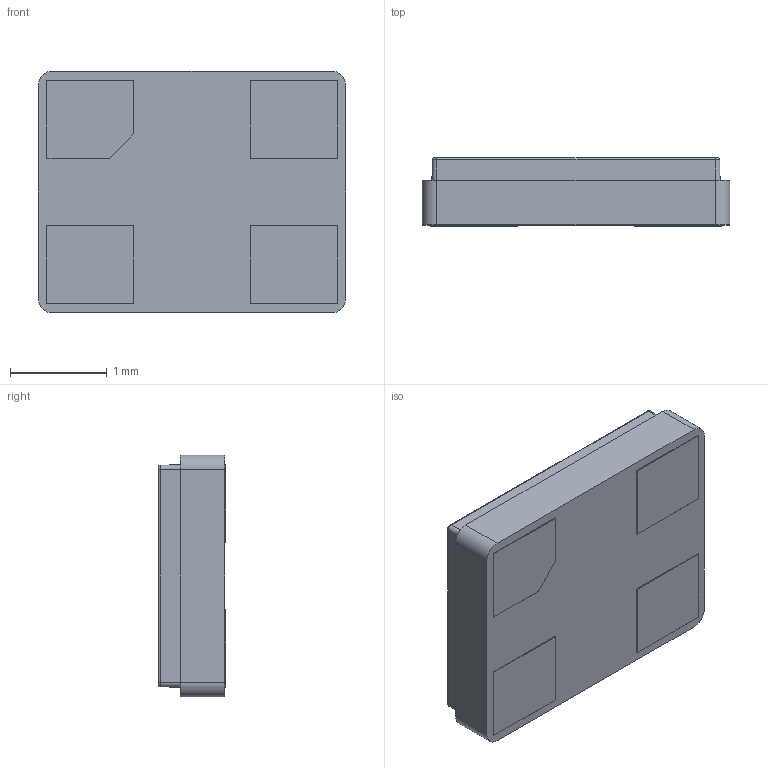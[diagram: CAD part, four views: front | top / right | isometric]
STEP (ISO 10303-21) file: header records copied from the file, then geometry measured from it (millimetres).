
FILE_DESCRIPTION (( 'STEP AP214' ), '1' );
FILE_NAME ('EF9355C9-0048-4DE4-80E5-5DF5A39D2F72.STEP', '2024-01-29T04:13:25', ( '' ), ( '' ), 'SwSTEP 2.0', 'SolidWorks 2022', '' );
FILE_SCHEMA (( 'AUTOMOTIVE_DESIGN' ));
Length unit declared in the file: millimetre
Products named in the file (1): EF9355C9-0048-4DE4-80E5-5DF5A39D2F72
Bounding box: 3.18 x 0.7 x 2.5 mm (x, y, z)
Volume: 5.2 mm3; surface area: 23.5 mm2
Topology: 1 solids, 1 shells, 161 faces, 418 edges, 276 vertices
Faces by surface type: plane 97, bspline 48, cylinder 8, cone 4, torus 4
Entity records: 8063 total; most frequent: CARTESIAN_POINT 3824, ORIENTED_EDGE 836, DIRECTION 578, EDGE_CURVE 418, VECTOR 294, LINE 294, VERTEX_POINT 276, EDGE_LOOP 178
